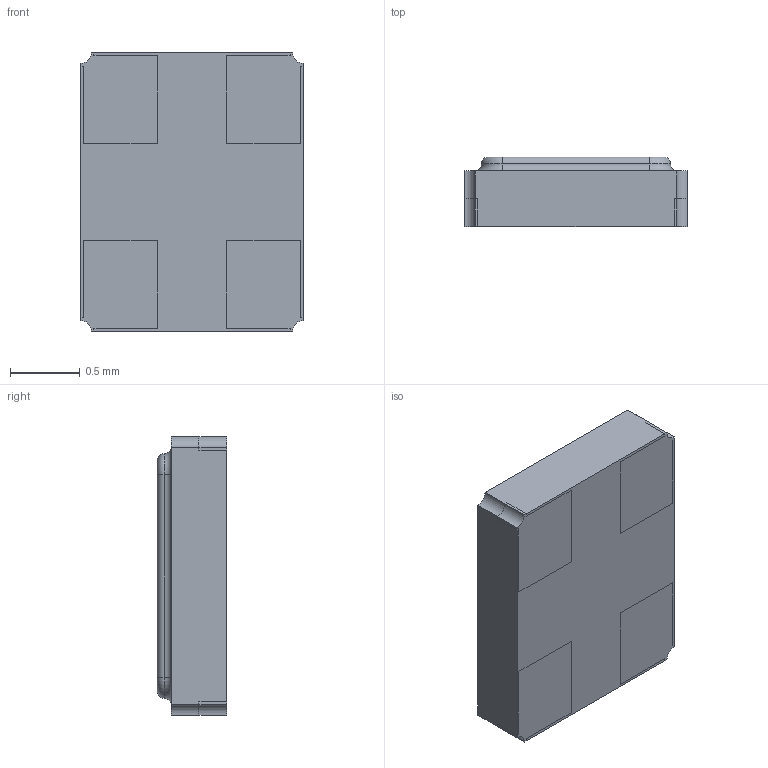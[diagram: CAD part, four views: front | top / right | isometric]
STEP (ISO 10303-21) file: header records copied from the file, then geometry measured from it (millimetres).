
FILE_DESCRIPTION (( 'STEP AP214' ), '1' );
FILE_NAME ('ECS-250-10-37B2-CWN-TR.STEP', '2022-04-28T17:42:57', ( '' ), ( '' ), 'SwSTEP 2.0', 'SolidWorks 2017', '' );
FILE_SCHEMA (( 'AUTOMOTIVE_DESIGN' ));
Length unit declared in the file: millimetre
Products named in the file (1): ECS-250-10-37B2-CWN-TR
Bounding box: 1.6 x 0.5 x 2 mm (x, y, z)
Volume: 1.5 mm3; surface area: 25.9 mm2
Topology: 8 solids, 8 shells, 108 faces, 276 edges, 184 vertices
Faces by surface type: plane 80, cylinder 20, torus 8
Entity records: 3357 total; most frequent: CARTESIAN_POINT 569, ORIENTED_EDGE 552, DIRECTION 550, EDGE_CURVE 276, LINE 220, VECTOR 220, VERTEX_POINT 184, AXIS2_PLACEMENT_3D 165
